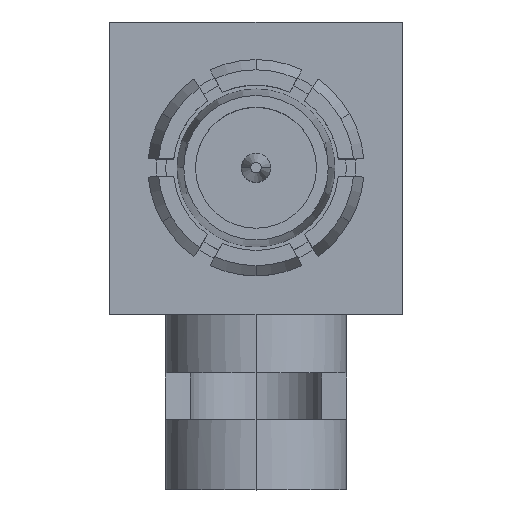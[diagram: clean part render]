
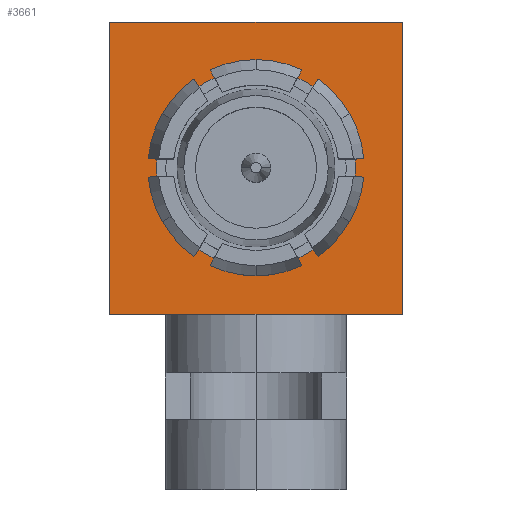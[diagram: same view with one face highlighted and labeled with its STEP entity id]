
A CAD part, top view. The second image highlights one B-rep face of the part: STEP entity #3661.
In plain terms, the highlighted planar face has unit normal (0, 0, 1).
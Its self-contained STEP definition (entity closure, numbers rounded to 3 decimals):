
#14 = AXIS2_PLACEMENT_3D ( 'NONE', #5307, #2272, #5802 ) ;
#113 = VERTEX_POINT ( 'NONE', #454 ) ;
#135 = CARTESIAN_POINT ( 'NONE',  ( -2.5, -2.5, 0. ) ) ;
#237 = CIRCLE ( 'NONE', #2130, 1.7 ) ;
#323 = LINE ( 'NONE', #5048, #2889 ) ;
#454 = CARTESIAN_POINT ( 'NONE',  ( 2.5, -2.5, 0. ) ) ;
#537 = CARTESIAN_POINT ( 'NONE',  ( 0., 0., 0. ) ) ;
#662 = VERTEX_POINT ( 'NONE', #6439 ) ;
#1053 = DIRECTION ( 'NONE',  ( -1., 0., 0. ) ) ;
#1423 = ORIENTED_EDGE ( 'NONE', *, *, #2809, .F. ) ;
#1457 = DIRECTION ( 'NONE',  ( -1., 0., 0. ) ) ;
#1689 = PLANE ( 'NONE',  #14 ) ;
#1732 = EDGE_LOOP ( 'NONE', ( #4282, #1423, #6361, #3957 ) ) ;
#1905 = EDGE_CURVE ( 'NONE', #2871, #3052, #5937, .T. ) ;
#1942 = DIRECTION ( 'NONE',  ( -1., 0., 0. ) ) ;
#1972 = FACE_OUTER_BOUND ( 'NONE', #1732, .T. ) ;
#2130 = AXIS2_PLACEMENT_3D ( 'NONE', #537, #4118, #1053 ) ;
#2272 = DIRECTION ( 'NONE',  ( 0., 0., -1. ) ) ;
#2527 = CARTESIAN_POINT ( 'NONE',  ( 1.7, 0., 0. ) ) ;
#2581 = CARTESIAN_POINT ( 'NONE',  ( -2.5, 2.5, 0. ) ) ;
#2588 = CARTESIAN_POINT ( 'NONE',  ( 0., 0., 0. ) ) ;
#2681 = EDGE_LOOP ( 'NONE', ( #3583, #3283 ) ) ;
#2736 = LINE ( 'NONE', #3056, #5289 ) ;
#2809 = EDGE_CURVE ( 'NONE', #113, #3052, #2736, .T. ) ;
#2871 = VERTEX_POINT ( 'NONE', #2581 ) ;
#2889 = VECTOR ( 'NONE', #1457, 1000. ) ;
#2949 = CIRCLE ( 'NONE', #4072, 1.7 ) ;
#3052 = VERTEX_POINT ( 'NONE', #135 ) ;
#3056 = CARTESIAN_POINT ( 'NONE',  ( 2.5, -2.5, 0. ) ) ;
#3108 = DIRECTION ( 'NONE',  ( -1., 0., 0. ) ) ;
#3283 = ORIENTED_EDGE ( 'NONE', *, *, #5681, .F. ) ;
#3583 = ORIENTED_EDGE ( 'NONE', *, *, #4740, .F. ) ;
#3661 = ADVANCED_FACE ( 'NONE', ( #5950, #1972 ), #1689, .F. ) ;
#3957 = ORIENTED_EDGE ( 'NONE', *, *, #4613, .T. ) ;
#4072 = AXIS2_PLACEMENT_3D ( 'NONE', #2588, #6144, #3108 ) ;
#4118 = DIRECTION ( 'NONE',  ( 0., 0., 1. ) ) ;
#4282 = ORIENTED_EDGE ( 'NONE', *, *, #1905, .T. ) ;
#4285 = VERTEX_POINT ( 'NONE', #4784 ) ;
#4400 = EDGE_CURVE ( 'NONE', #662, #113, #4635, .T. ) ;
#4444 = VECTOR ( 'NONE', #5221, 1000. ) ;
#4613 = EDGE_CURVE ( 'NONE', #662, #2871, #323, .T. ) ;
#4635 = LINE ( 'NONE', #5415, #5823 ) ;
#4722 = CARTESIAN_POINT ( 'NONE',  ( -2.5, 0., 0. ) ) ;
#4740 = EDGE_CURVE ( 'NONE', #6041, #4285, #237, .T. ) ;
#4784 = CARTESIAN_POINT ( 'NONE',  ( -1.7, 0., 0. ) ) ;
#5048 = CARTESIAN_POINT ( 'NONE',  ( 2.5, 2.5, 0. ) ) ;
#5221 = DIRECTION ( 'NONE',  ( 0., -1., 0. ) ) ;
#5289 = VECTOR ( 'NONE', #1942, 1000. ) ;
#5307 = CARTESIAN_POINT ( 'NONE',  ( 2.5, 0., 0. ) ) ;
#5415 = CARTESIAN_POINT ( 'NONE',  ( 2.5, -2.5, 0. ) ) ;
#5681 = EDGE_CURVE ( 'NONE', #4285, #6041, #2949, .T. ) ;
#5802 = DIRECTION ( 'NONE',  ( -1., 0., 0. ) ) ;
#5823 = VECTOR ( 'NONE', #5920, 1000. ) ;
#5920 = DIRECTION ( 'NONE',  ( 0., -1., 0. ) ) ;
#5937 = LINE ( 'NONE', #4722, #4444 ) ;
#5950 = FACE_BOUND ( 'NONE', #2681, .T. ) ;
#6041 = VERTEX_POINT ( 'NONE', #2527 ) ;
#6144 = DIRECTION ( 'NONE',  ( 0., 0., 1. ) ) ;
#6361 = ORIENTED_EDGE ( 'NONE', *, *, #4400, .F. ) ;
#6439 = CARTESIAN_POINT ( 'NONE',  ( 2.5, 2.5, 0. ) ) ;
